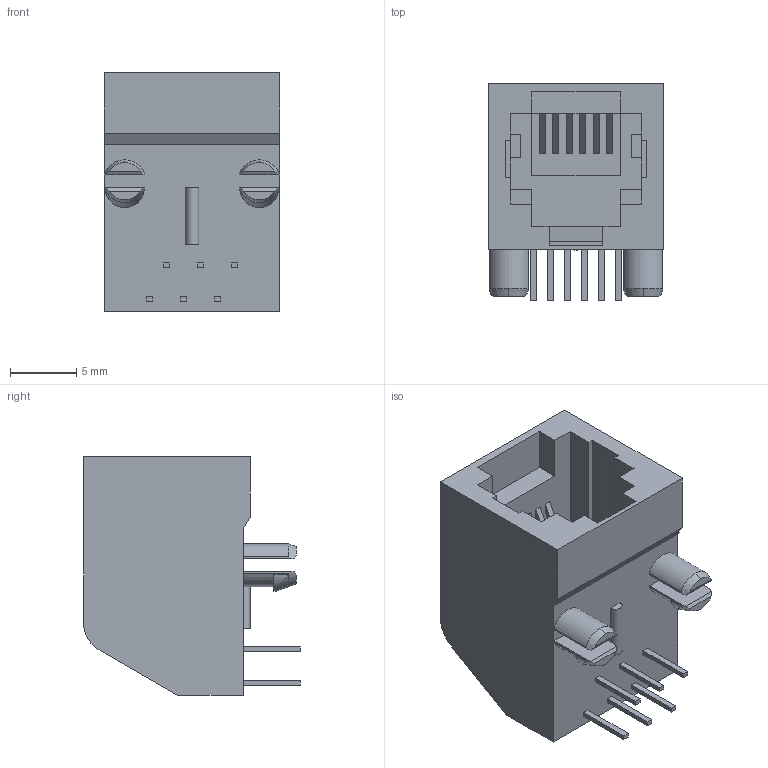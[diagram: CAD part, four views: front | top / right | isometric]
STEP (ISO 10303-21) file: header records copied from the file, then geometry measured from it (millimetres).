
FILE_DESCRIPTION (( 'STEP AP214' ), '1' );
FILE_NAME ('RJ11-6.STEP', '2015-08-26T18:00:39', ( '' ), ( '' ), 'SwSTEP 2.0', 'SolidWorks 2014', '' );
FILE_SCHEMA (( 'AUTOMOTIVE_DESIGN' ));
Length unit declared in the file: inch
Products named in the file (1): RJ11-6
Bounding box: 13.28 x 16.38 x 18.03 mm (x, y, z)
Surface area: 1918.4 mm2 (no closed solid volume)
Topology: 0 solids, 3 shells, 161 faces, 437 edges, 292 vertices
Faces by surface type: plane 143, cylinder 10, cone 8
Entity records: 5149 total; most frequent: CARTESIAN_POINT 1047, ORIENTED_EDGE 870, DIRECTION 765, EDGE_CURVE 437, VECTOR 377, LINE 377, VERTEX_POINT 292, AXIS2_PLACEMENT_3D 194
